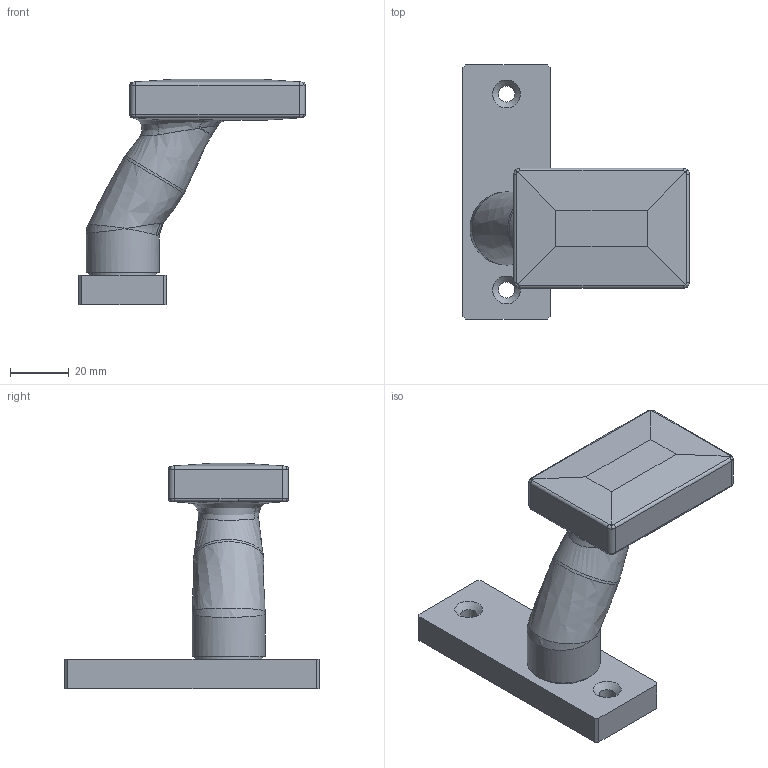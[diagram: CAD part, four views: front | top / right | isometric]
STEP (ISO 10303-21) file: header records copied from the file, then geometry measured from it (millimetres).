
FILE_DESCRIPTION (( 'STEP AP203' ), '1' );
FILE_NAME ('15768.STEP', '2022-05-18T13:05:20', ( '' ), ( '' ), 'SwSTEP 2.0', 'SolidWorks 2018', '' );
FILE_SCHEMA (( 'CONFIG_CONTROL_DESIGN' ));
Length unit declared in the file: millimetre
Products named in the file (5): 15768 Teil3_15768 Teil3; 15768 Teil1_15768 Teil1; 15768; 15768 Teil4_15768 Teil4; 15768 Teil2_15768 Teil2
Assembly tree (4 placements, depth 2):
  15768
    15768 Teil1_15768 Teil1
    15768 Teil2_15768 Teil2
    15768 Teil3_15768 Teil3
    15768 Teil4_15768 Teil4
Bounding box: 77.5 x 87 x 77 mm (x, y, z)
Volume: 79047.2 mm3; surface area: 22132.1 mm2
Topology: 4 solids, 4 shells, 340 faces, 889 edges, 582 vertices
Faces by surface type: plane 156, bspline 130, cylinder 45, torus 5, cone 2, sphere 2
Full cylindrical faces by diameter (mm): 5.5 x2, 17.8 x1, 18 x1, 18.3 x1, 19.3 x1, 20 x1, 23 x1, 25 x2, 26 x1
Entity records: 17166 total; most frequent: CARTESIAN_POINT 9300, ORIENTED_EDGE 1728, DIRECTION 1114, EDGE_CURVE 864, VERTEX_POINT 576, VECTOR 490, LINE 490, EDGE_LOOP 394
